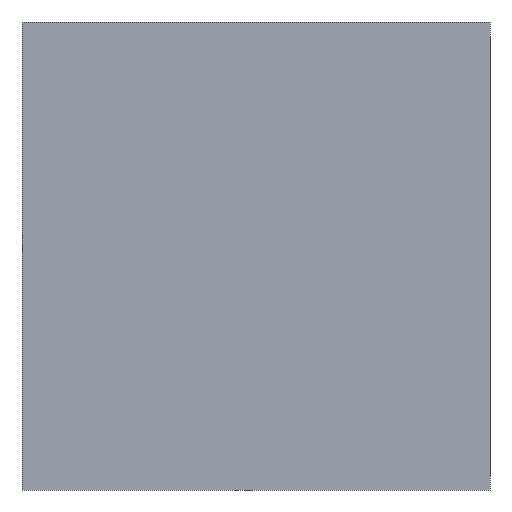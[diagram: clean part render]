
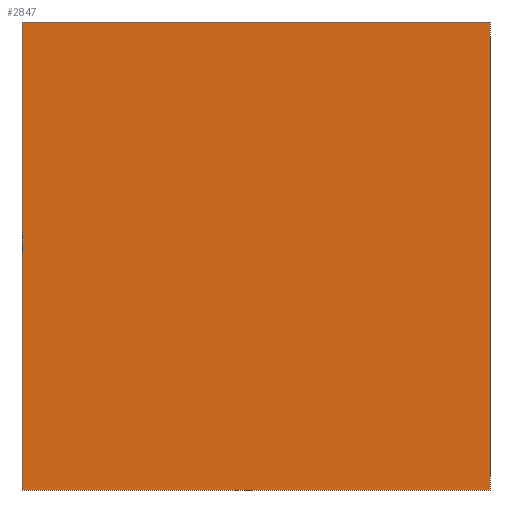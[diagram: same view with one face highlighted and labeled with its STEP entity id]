
A CAD part, front view. The second image highlights one B-rep face of the part: STEP entity #2847.
In plain terms, the highlighted planar face has unit normal (0, -1, 0).
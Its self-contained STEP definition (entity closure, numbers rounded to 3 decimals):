
#233 = PLANE('',#234);
#234 = AXIS2_PLACEMENT_3D('',#235,#236,#237);
#235 = CARTESIAN_POINT('',(-5.,-5.,-5.));
#236 = DIRECTION('',(1.,0.,-0.));
#237 = DIRECTION('',(0.,0.,1.));
#395 = PLANE('',#396);
#396 = AXIS2_PLACEMENT_3D('',#397,#398,#399);
#397 = CARTESIAN_POINT('',(5.,-5.,-5.));
#398 = DIRECTION('',(1.,0.,-0.));
#399 = DIRECTION('',(0.,0.,1.));
#636 = EDGE_CURVE('',#637,#639,#641,.T.);
#637 = VERTEX_POINT('',#638);
#638 = CARTESIAN_POINT('',(-5.,-5.,-5.));
#639 = VERTEX_POINT('',#640);
#640 = CARTESIAN_POINT('',(-5.,-5.,5.));
#641 = SURFACE_CURVE('',#642,(#646,#653),.PCURVE_S1.);
#642 = LINE('',#643,#644);
#643 = CARTESIAN_POINT('',(-5.,-5.,-5.));
#644 = VECTOR('',#645,1.);
#645 = DIRECTION('',(0.,0.,1.));
#646 = PCURVE('',#233,#647);
#647 = DEFINITIONAL_REPRESENTATION('',(#648),#652);
#648 = LINE('',#649,#650);
#649 = CARTESIAN_POINT('',(0.,0.));
#650 = VECTOR('',#651,1.);
#651 = DIRECTION('',(1.,0.));
#652 = ( GEOMETRIC_REPRESENTATION_CONTEXT(2) 
PARAMETRIC_REPRESENTATION_CONTEXT() REPRESENTATION_CONTEXT('2D SPACE',''
  ) );
#653 = PCURVE('',#654,#659);
#654 = PLANE('',#655);
#655 = AXIS2_PLACEMENT_3D('',#656,#657,#658);
#656 = CARTESIAN_POINT('',(-5.,-5.,-5.));
#657 = DIRECTION('',(-0.,1.,0.));
#658 = DIRECTION('',(0.,0.,1.));
#659 = DEFINITIONAL_REPRESENTATION('',(#660),#664);
#660 = LINE('',#661,#662);
#661 = CARTESIAN_POINT('',(0.,0.));
#662 = VECTOR('',#663,1.);
#663 = DIRECTION('',(1.,0.));
#664 = ( GEOMETRIC_REPRESENTATION_CONTEXT(2) 
PARAMETRIC_REPRESENTATION_CONTEXT() REPRESENTATION_CONTEXT('2D SPACE',''
  ) );
#682 = PLANE('',#683);
#683 = AXIS2_PLACEMENT_3D('',#684,#685,#686);
#684 = CARTESIAN_POINT('',(-5.,-5.,-5.));
#685 = DIRECTION('',(0.,0.,1.));
#686 = DIRECTION('',(1.,0.,-0.));
#736 = PLANE('',#737);
#737 = AXIS2_PLACEMENT_3D('',#738,#739,#740);
#738 = CARTESIAN_POINT('',(-5.,-5.,5.));
#739 = DIRECTION('',(0.,0.,1.));
#740 = DIRECTION('',(1.,0.,-0.));
#1926 = EDGE_CURVE('',#1927,#1929,#1931,.T.);
#1927 = VERTEX_POINT('',#1928);
#1928 = CARTESIAN_POINT('',(5.,-5.,-5.));
#1929 = VERTEX_POINT('',#1930);
#1930 = CARTESIAN_POINT('',(5.,-5.,5.));
#1931 = SURFACE_CURVE('',#1932,(#1936,#1943),.PCURVE_S1.);
#1932 = LINE('',#1933,#1934);
#1933 = CARTESIAN_POINT('',(5.,-5.,-5.));
#1934 = VECTOR('',#1935,1.);
#1935 = DIRECTION('',(0.,0.,1.));
#1936 = PCURVE('',#395,#1937);
#1937 = DEFINITIONAL_REPRESENTATION('',(#1938),#1942);
#1938 = LINE('',#1939,#1940);
#1939 = CARTESIAN_POINT('',(0.,0.));
#1940 = VECTOR('',#1941,1.);
#1941 = DIRECTION('',(1.,0.));
#1942 = ( GEOMETRIC_REPRESENTATION_CONTEXT(2) 
PARAMETRIC_REPRESENTATION_CONTEXT() REPRESENTATION_CONTEXT('2D SPACE',''
  ) );
#1943 = PCURVE('',#654,#1944);
#1944 = DEFINITIONAL_REPRESENTATION('',(#1945),#1949);
#1945 = LINE('',#1946,#1947);
#1946 = CARTESIAN_POINT('',(0.,10.));
#1947 = VECTOR('',#1948,1.);
#1948 = DIRECTION('',(1.,0.));
#1949 = ( GEOMETRIC_REPRESENTATION_CONTEXT(2) 
PARAMETRIC_REPRESENTATION_CONTEXT() REPRESENTATION_CONTEXT('2D SPACE',''
  ) );
#2847 = ADVANCED_FACE('',(#2848),#654,.F.);
#2848 = FACE_BOUND('',#2849,.F.);
#2849 = EDGE_LOOP('',(#2850,#2871,#2872,#2893));
#2850 = ORIENTED_EDGE('',*,*,#2851,.F.);
#2851 = EDGE_CURVE('',#637,#1927,#2852,.T.);
#2852 = SURFACE_CURVE('',#2853,(#2857,#2864),.PCURVE_S1.);
#2853 = LINE('',#2854,#2855);
#2854 = CARTESIAN_POINT('',(-5.,-5.,-5.));
#2855 = VECTOR('',#2856,1.);
#2856 = DIRECTION('',(1.,0.,-0.));
#2857 = PCURVE('',#654,#2858);
#2858 = DEFINITIONAL_REPRESENTATION('',(#2859),#2863);
#2859 = LINE('',#2860,#2861);
#2860 = CARTESIAN_POINT('',(0.,0.));
#2861 = VECTOR('',#2862,1.);
#2862 = DIRECTION('',(0.,1.));
#2863 = ( GEOMETRIC_REPRESENTATION_CONTEXT(2) 
PARAMETRIC_REPRESENTATION_CONTEXT() REPRESENTATION_CONTEXT('2D SPACE',''
  ) );
#2864 = PCURVE('',#682,#2865);
#2865 = DEFINITIONAL_REPRESENTATION('',(#2866),#2870);
#2866 = LINE('',#2867,#2868);
#2867 = CARTESIAN_POINT('',(0.,0.));
#2868 = VECTOR('',#2869,1.);
#2869 = DIRECTION('',(1.,0.));
#2870 = ( GEOMETRIC_REPRESENTATION_CONTEXT(2) 
PARAMETRIC_REPRESENTATION_CONTEXT() REPRESENTATION_CONTEXT('2D SPACE',''
  ) );
#2871 = ORIENTED_EDGE('',*,*,#636,.T.);
#2872 = ORIENTED_EDGE('',*,*,#2873,.T.);
#2873 = EDGE_CURVE('',#639,#1929,#2874,.T.);
#2874 = SURFACE_CURVE('',#2875,(#2879,#2886),.PCURVE_S1.);
#2875 = LINE('',#2876,#2877);
#2876 = CARTESIAN_POINT('',(-5.,-5.,5.));
#2877 = VECTOR('',#2878,1.);
#2878 = DIRECTION('',(1.,0.,-0.));
#2879 = PCURVE('',#654,#2880);
#2880 = DEFINITIONAL_REPRESENTATION('',(#2881),#2885);
#2881 = LINE('',#2882,#2883);
#2882 = CARTESIAN_POINT('',(10.,0.));
#2883 = VECTOR('',#2884,1.);
#2884 = DIRECTION('',(0.,1.));
#2885 = ( GEOMETRIC_REPRESENTATION_CONTEXT(2) 
PARAMETRIC_REPRESENTATION_CONTEXT() REPRESENTATION_CONTEXT('2D SPACE',''
  ) );
#2886 = PCURVE('',#736,#2887);
#2887 = DEFINITIONAL_REPRESENTATION('',(#2888),#2892);
#2888 = LINE('',#2889,#2890);
#2889 = CARTESIAN_POINT('',(0.,0.));
#2890 = VECTOR('',#2891,1.);
#2891 = DIRECTION('',(1.,0.));
#2892 = ( GEOMETRIC_REPRESENTATION_CONTEXT(2) 
PARAMETRIC_REPRESENTATION_CONTEXT() REPRESENTATION_CONTEXT('2D SPACE',''
  ) );
#2893 = ORIENTED_EDGE('',*,*,#1926,.F.);
